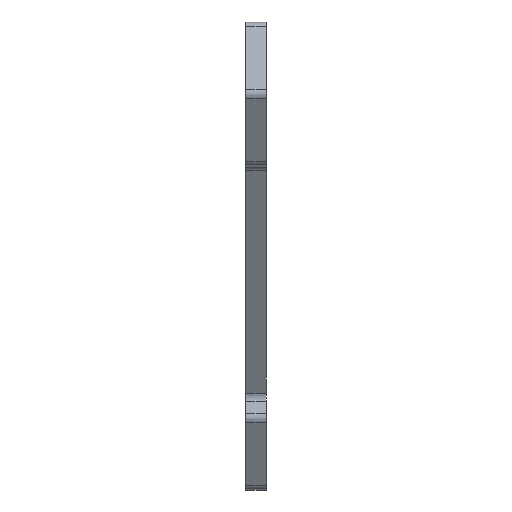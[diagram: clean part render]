
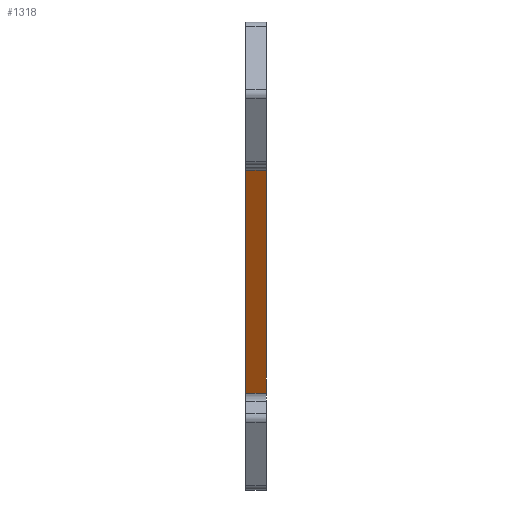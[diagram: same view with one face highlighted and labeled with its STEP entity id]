
A CAD part, left-side view. The second image highlights one B-rep face of the part: STEP entity #1318.
In plain terms, the highlighted planar face has unit normal (-0.866, 0, -0.5).
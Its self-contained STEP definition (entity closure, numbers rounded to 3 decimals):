
#86 = DIRECTION ( 'NONE',  ( -0.5, 0., 0.866 ) ) ;
#98 = CARTESIAN_POINT ( 'NONE',  ( -34.226, 0., -93.923 ) ) ;
#291 = LINE ( 'NONE', #981, #936 ) ;
#295 = CARTESIAN_POINT ( 'NONE',  ( -35.381, 0., -91.923 ) ) ;
#413 = LINE ( 'NONE', #1090, #562 ) ;
#469 = CARTESIAN_POINT ( 'NONE',  ( -97.298, 0., 15.321 ) ) ;
#476 = EDGE_CURVE ( 'NONE', #1376, #662, #291, .T. ) ;
#538 = VECTOR ( 'NONE', #2084, 1000. ) ;
#556 = CARTESIAN_POINT ( 'NONE',  ( -34.226, 10., -93.923 ) ) ;
#557 = EDGE_LOOP ( 'NONE', ( #2023, #988, #1777, #1373 ) ) ;
#562 = VECTOR ( 'NONE', #86, 1000. ) ;
#662 = VERTEX_POINT ( 'NONE', #2025 ) ;
#747 = DIRECTION ( 'NONE',  ( -0.866, 0., -0.5 ) ) ;
#811 = DIRECTION ( 'NONE',  ( 0., 1., 0. ) ) ;
#837 = VECTOR ( 'NONE', #1862, 1000. ) ;
#936 = VECTOR ( 'NONE', #811, 1000. ) ;
#981 = CARTESIAN_POINT ( 'NONE',  ( -97.298, 10., 15.321 ) ) ;
#988 = ORIENTED_EDGE ( 'NONE', *, *, #476, .T. ) ;
#1074 = FACE_OUTER_BOUND ( 'NONE', #557, .T. ) ;
#1090 = CARTESIAN_POINT ( 'NONE',  ( -34.226, 0., -93.923 ) ) ;
#1145 = AXIS2_PLACEMENT_3D ( 'NONE', #98, #747, #1416 ) ;
#1191 = VERTEX_POINT ( 'NONE', #1200 ) ;
#1200 = CARTESIAN_POINT ( 'NONE',  ( -35.381, 10., -91.923 ) ) ;
#1318 = ADVANCED_FACE ( 'NONE', ( #1074 ), #1597, .T. ) ;
#1373 = ORIENTED_EDGE ( 'NONE', *, *, #2075, .T. ) ;
#1376 = VERTEX_POINT ( 'NONE', #469 ) ;
#1416 = DIRECTION ( 'NONE',  ( -0.5, 0., 0.866 ) ) ;
#1597 = PLANE ( 'NONE',  #1145 ) ;
#1675 = EDGE_CURVE ( 'NONE', #1191, #662, #1895, .T. ) ;
#1689 = CARTESIAN_POINT ( 'NONE',  ( -35.381, 0., -91.923 ) ) ;
#1749 = EDGE_CURVE ( 'NONE', #1766, #1376, #413, .T. ) ;
#1766 = VERTEX_POINT ( 'NONE', #295 ) ;
#1777 = ORIENTED_EDGE ( 'NONE', *, *, #1675, .F. ) ;
#1862 = DIRECTION ( 'NONE',  ( 0., -1., 0. ) ) ;
#1895 = LINE ( 'NONE', #556, #538 ) ;
#1903 = LINE ( 'NONE', #1689, #837 ) ;
#2023 = ORIENTED_EDGE ( 'NONE', *, *, #1749, .T. ) ;
#2025 = CARTESIAN_POINT ( 'NONE',  ( -97.298, 10., 15.321 ) ) ;
#2075 = EDGE_CURVE ( 'NONE', #1191, #1766, #1903, .T. ) ;
#2084 = DIRECTION ( 'NONE',  ( -0.5, 0., 0.866 ) ) ;
